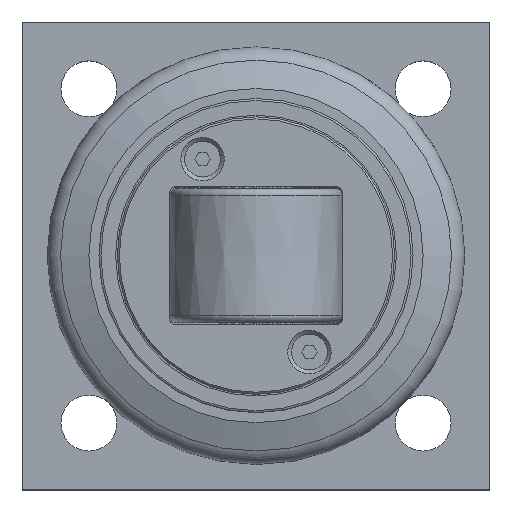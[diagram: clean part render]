
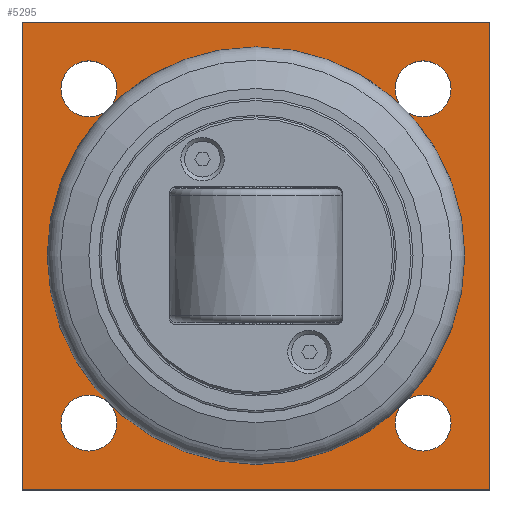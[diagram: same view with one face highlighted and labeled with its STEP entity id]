
A CAD part, top view. The second image highlights one B-rep face of the part: STEP entity #5295.
In plain terms, the highlighted planar face has unit normal (0, 0, 1).
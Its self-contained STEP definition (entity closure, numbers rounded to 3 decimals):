
#77=FACE_BOUND('',#760,.T.);
#78=FACE_BOUND('',#761,.T.);
#79=FACE_BOUND('',#762,.T.);
#80=FACE_BOUND('',#763,.T.);
#81=FACE_BOUND('',#764,.T.);
#229=PLANE('',#5776);
#472=FACE_OUTER_BOUND('',#759,.T.);
#759=EDGE_LOOP('',(#4482,#4483,#4484,#4485));
#760=EDGE_LOOP('',(#4486));
#761=EDGE_LOOP('',(#4487,#4488));
#762=EDGE_LOOP('',(#4489,#4490));
#763=EDGE_LOOP('',(#4491,#4492));
#764=EDGE_LOOP('',(#4493,#4494));
#1251=LINE('',#8801,#1737);
#1252=LINE('',#8803,#1738);
#1253=LINE('',#8805,#1739);
#1254=LINE('',#8806,#1740);
#1737=VECTOR('',#7095,10.);
#1738=VECTOR('',#7096,10.);
#1739=VECTOR('',#7097,10.);
#1740=VECTOR('',#7098,10.);
#2017=CIRCLE('',#5777,20.5);
#2018=CIRCLE('',#5778,4.188);
#2019=CIRCLE('',#5779,4.188);
#2020=CIRCLE('',#5780,4.188);
#2021=CIRCLE('',#5781,4.188);
#2022=CIRCLE('',#5782,4.188);
#2023=CIRCLE('',#5783,4.188);
#2024=CIRCLE('',#5784,4.188);
#2025=CIRCLE('',#5785,4.188);
#2501=VERTEX_POINT('',#8799);
#2502=VERTEX_POINT('',#8800);
#2503=VERTEX_POINT('',#8802);
#2504=VERTEX_POINT('',#8804);
#2505=VERTEX_POINT('',#8807);
#2506=VERTEX_POINT('',#8809);
#2507=VERTEX_POINT('',#8810);
#2508=VERTEX_POINT('',#8813);
#2509=VERTEX_POINT('',#8814);
#2510=VERTEX_POINT('',#8817);
#2511=VERTEX_POINT('',#8818);
#2512=VERTEX_POINT('',#8821);
#2513=VERTEX_POINT('',#8822);
#3210=EDGE_CURVE('',#2501,#2502,#1251,.T.);
#3211=EDGE_CURVE('',#2503,#2501,#1252,.T.);
#3212=EDGE_CURVE('',#2504,#2503,#1253,.T.);
#3213=EDGE_CURVE('',#2502,#2504,#1254,.T.);
#3214=EDGE_CURVE('',#2505,#2505,#2017,.T.);
#3215=EDGE_CURVE('',#2506,#2507,#2018,.T.);
#3216=EDGE_CURVE('',#2507,#2506,#2019,.T.);
#3217=EDGE_CURVE('',#2508,#2509,#2020,.T.);
#3218=EDGE_CURVE('',#2509,#2508,#2021,.T.);
#3219=EDGE_CURVE('',#2510,#2511,#2022,.T.);
#3220=EDGE_CURVE('',#2511,#2510,#2023,.T.);
#3221=EDGE_CURVE('',#2512,#2513,#2024,.T.);
#3222=EDGE_CURVE('',#2513,#2512,#2025,.T.);
#4482=ORIENTED_EDGE('',*,*,#3210,.F.);
#4483=ORIENTED_EDGE('',*,*,#3211,.F.);
#4484=ORIENTED_EDGE('',*,*,#3212,.F.);
#4485=ORIENTED_EDGE('',*,*,#3213,.F.);
#4486=ORIENTED_EDGE('',*,*,#3214,.T.);
#4487=ORIENTED_EDGE('',*,*,#3215,.T.);
#4488=ORIENTED_EDGE('',*,*,#3216,.T.);
#4489=ORIENTED_EDGE('',*,*,#3217,.T.);
#4490=ORIENTED_EDGE('',*,*,#3218,.T.);
#4491=ORIENTED_EDGE('',*,*,#3219,.T.);
#4492=ORIENTED_EDGE('',*,*,#3220,.T.);
#4493=ORIENTED_EDGE('',*,*,#3221,.T.);
#4494=ORIENTED_EDGE('',*,*,#3222,.T.);
#5295=ADVANCED_FACE('',(#472,#77,#78,#79,#80,#81),#229,.T.);
#5776=AXIS2_PLACEMENT_3D('',#8798,#7093,#7094);
#5777=AXIS2_PLACEMENT_3D('',#8808,#7099,#7100);
#5778=AXIS2_PLACEMENT_3D('',#8811,#7101,#7102);
#5779=AXIS2_PLACEMENT_3D('',#8812,#7103,#7104);
#5780=AXIS2_PLACEMENT_3D('',#8815,#7105,#7106);
#5781=AXIS2_PLACEMENT_3D('',#8816,#7107,#7108);
#5782=AXIS2_PLACEMENT_3D('',#8819,#7109,#7110);
#5783=AXIS2_PLACEMENT_3D('',#8820,#7111,#7112);
#5784=AXIS2_PLACEMENT_3D('',#8823,#7113,#7114);
#5785=AXIS2_PLACEMENT_3D('',#8824,#7115,#7116);
#7093=DIRECTION('center_axis',(0.,0.,1.));
#7094=DIRECTION('ref_axis',(1.,0.,0.));
#7095=DIRECTION('',(0.,1.,0.));
#7096=DIRECTION('',(-1.,0.,0.));
#7097=DIRECTION('',(0.,-1.,0.));
#7098=DIRECTION('',(1.,0.,0.));
#7099=DIRECTION('center_axis',(0.,0.,-1.));
#7100=DIRECTION('ref_axis',(0.,-1.,0.));
#7101=DIRECTION('center_axis',(0.,0.,-1.));
#7102=DIRECTION('ref_axis',(1.,0.,0.));
#7103=DIRECTION('center_axis',(0.,0.,-1.));
#7104=DIRECTION('ref_axis',(1.,0.,0.));
#7105=DIRECTION('center_axis',(0.,0.,-1.));
#7106=DIRECTION('ref_axis',(1.,0.,0.));
#7107=DIRECTION('center_axis',(0.,0.,-1.));
#7108=DIRECTION('ref_axis',(1.,0.,0.));
#7109=DIRECTION('center_axis',(0.,0.,-1.));
#7110=DIRECTION('ref_axis',(1.,0.,0.));
#7111=DIRECTION('center_axis',(0.,0.,-1.));
#7112=DIRECTION('ref_axis',(1.,0.,0.));
#7113=DIRECTION('center_axis',(0.,0.,-1.));
#7114=DIRECTION('ref_axis',(1.,0.,0.));
#7115=DIRECTION('center_axis',(0.,0.,-1.));
#7116=DIRECTION('ref_axis',(1.,0.,0.));
#8798=CARTESIAN_POINT('Origin',(35.,35.,12.));
#8799=CARTESIAN_POINT('',(0.,0.,12.));
#8800=CARTESIAN_POINT('',(0.,70.,12.));
#8801=CARTESIAN_POINT('',(0.,70.,12.));
#8802=CARTESIAN_POINT('',(70.,0.,12.));
#8803=CARTESIAN_POINT('',(0.,0.,12.));
#8804=CARTESIAN_POINT('',(70.,70.,12.));
#8805=CARTESIAN_POINT('',(70.,0.,12.));
#8806=CARTESIAN_POINT('',(70.,70.,12.));
#8807=CARTESIAN_POINT('',(35.,55.5,12.));
#8808=CARTESIAN_POINT('Origin',(35.,35.,12.));
#8809=CARTESIAN_POINT('',(14.188,10.,12.));
#8810=CARTESIAN_POINT('',(5.812,10.,12.));
#8811=CARTESIAN_POINT('Origin',(10.,10.,12.));
#8812=CARTESIAN_POINT('Origin',(10.,10.,12.));
#8813=CARTESIAN_POINT('',(64.188,10.,12.));
#8814=CARTESIAN_POINT('',(55.812,10.,12.));
#8815=CARTESIAN_POINT('Origin',(60.,10.,12.));
#8816=CARTESIAN_POINT('Origin',(60.,10.,12.));
#8817=CARTESIAN_POINT('',(64.188,60.,12.));
#8818=CARTESIAN_POINT('',(55.812,60.,12.));
#8819=CARTESIAN_POINT('Origin',(60.,60.,12.));
#8820=CARTESIAN_POINT('Origin',(60.,60.,12.));
#8821=CARTESIAN_POINT('',(14.188,60.,12.));
#8822=CARTESIAN_POINT('',(5.812,60.,12.));
#8823=CARTESIAN_POINT('Origin',(10.,60.,12.));
#8824=CARTESIAN_POINT('Origin',(10.,60.,12.));
